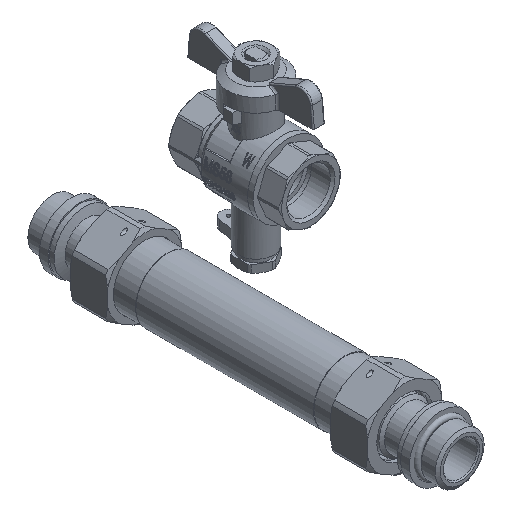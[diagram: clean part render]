
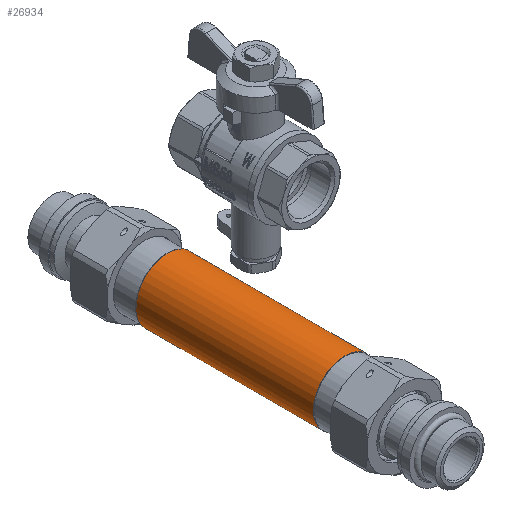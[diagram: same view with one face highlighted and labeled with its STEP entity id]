
A CAD part, isometric view. The second image highlights one B-rep face of the part: STEP entity #26934.
In plain terms, the highlighted cylindrical face has radius 13.45 mm (diameter 26.9 mm), a full revolution.
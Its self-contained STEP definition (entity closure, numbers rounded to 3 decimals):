
#5042=ORIENTED_EDGE('',*,*,#11346,.T.);
#5043=ORIENTED_EDGE('',*,*,#11347,.F.);
#11346=EDGE_CURVE('',#14498,#14498,#16639,.T.);
#11347=EDGE_CURVE('',#14499,#14499,#16640,.T.);
#14498=VERTEX_POINT('',#38315);
#14499=VERTEX_POINT('',#38317);
#16639=CIRCLE('',#28200,13.45);
#16640=CIRCLE('',#28201,13.45);
#17172=EDGE_LOOP('',(#5042));
#17173=EDGE_LOOP('',(#5043));
#18555=FACE_BOUND('',#17172,.T.);
#18556=FACE_BOUND('',#17173,.T.);
#19940=CYLINDRICAL_SURFACE('',#28199,13.45);
#26934=ADVANCED_FACE('',(#18555,#18556),#19940,.T.);
#28199=AXIS2_PLACEMENT_3D('',#38313,#31152,#31153);
#28200=AXIS2_PLACEMENT_3D('',#38314,#31154,#31155);
#28201=AXIS2_PLACEMENT_3D('',#38316,#31156,#31157);
#31152=DIRECTION('',(0.,1.,0.));
#31153=DIRECTION('',(0.,0.,1.));
#31154=DIRECTION('',(0.,1.,0.));
#31155=DIRECTION('',(1.,0.,0.));
#31156=DIRECTION('',(0.,1.,0.));
#31157=DIRECTION('',(0.,0.,-1.));
#38313=CARTESIAN_POINT('',(0.,-55.,0.));
#38314=CARTESIAN_POINT('',(0.,-38.,0.));
#38315=CARTESIAN_POINT('',(13.45,-38.,0.));
#38316=CARTESIAN_POINT('',(0.,38.,0.));
#38317=CARTESIAN_POINT('',(0.,38.,-13.45));
